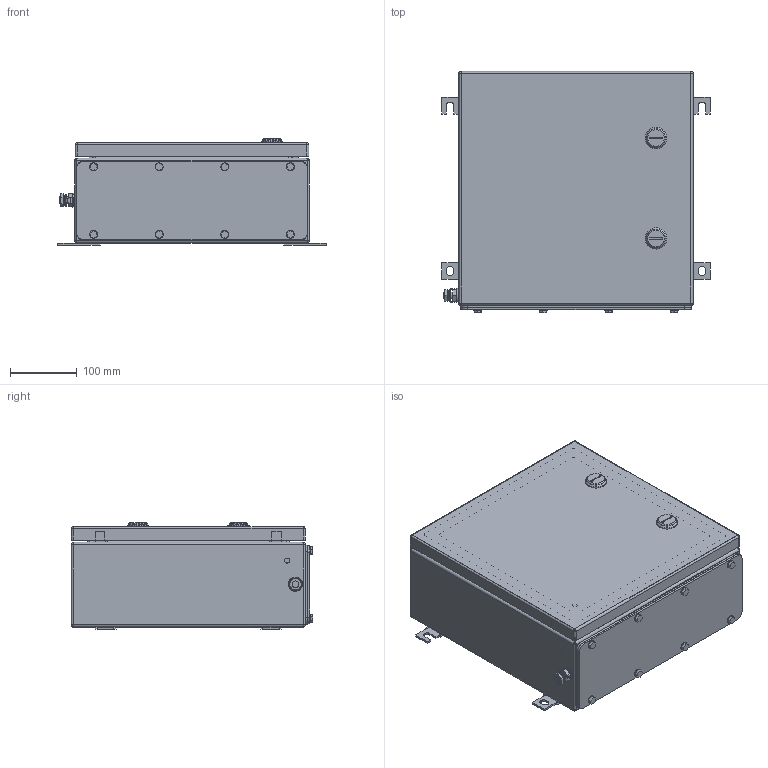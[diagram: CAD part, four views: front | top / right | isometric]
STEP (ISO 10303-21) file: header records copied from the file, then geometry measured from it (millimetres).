
FILE_DESCRIPTION(('CATIA V5 STEP Exchange','CAx-IF Rec.Pracs.--- Model Styling and Organization---1.4--- 2014-01-23'),'2;1');
FILE_NAME ('1530533-3_0_8000109888_8000109888_KTB_QL_353515_S4E1_LD.stp','2023-04-27T06:34:38+00:00',('none'),('Weidmueller'),'CATIA Version 5-6 Release 2016 SP3 HF44','CATIA V5 STEP AP214','none');
FILE_SCHEMA(('AUTOMOTIVE_DESIGN { 1 0 10303 214 1 1 1 1 }'));
Products named in the file (1): 8000109888 KTB QL 353515 S4E1
Bounding box: 401 x 361 x 159.8 mm (x, y, z)
Volume: 1041449.4 mm3; surface area: 1196487.7 mm2
Topology: 68 solids, 70 shells, 1451 faces, 3458 edges, 2184 vertices
Faces by surface type: plane 635, cylinder 632, cone 132, bspline 28, torus 16, sphere 8
Entity records: 46107 total; most frequent: CARTESIAN_POINT 13951, ORIENTED_EDGE 6788, DIRECTION 5692, EDGE_CURVE 3394, AXIS2_PLACEMENT_3D 2375, VERTEX_POINT 2184, VECTOR 1902, LINE 1902
